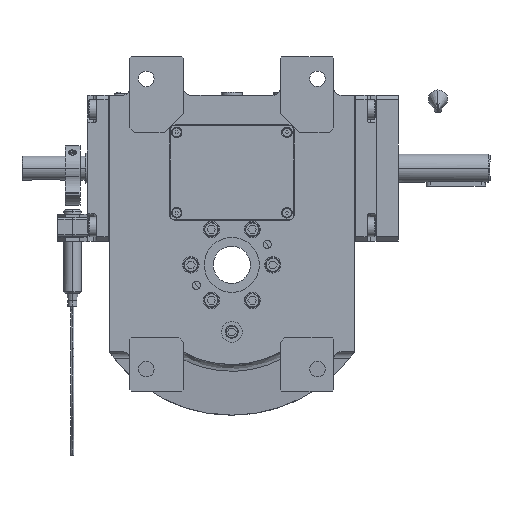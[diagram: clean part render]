
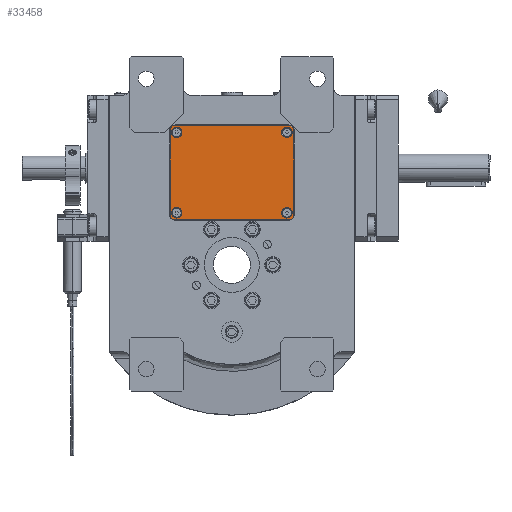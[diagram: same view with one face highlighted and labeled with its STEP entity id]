
A CAD part, front view. The second image highlights one B-rep face of the part: STEP entity #33458.
In plain terms, the highlighted face is planar.
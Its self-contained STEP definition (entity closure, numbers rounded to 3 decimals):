
#845 = EDGE_CURVE ( 'NONE', #59390, #43729, #20226, .T. ) ;
#1179 = DIRECTION ( 'NONE',  ( 0., 0., 1. ) ) ;
#1442 = CIRCLE ( 'NONE', #62310, 3.5 ) ;
#2410 = CARTESIAN_POINT ( 'NONE',  ( 41.5, 29.5, 3. ) ) ;
#2419 = VERTEX_POINT ( 'NONE', #76261 ) ;
#3515 = VERTEX_POINT ( 'NONE', #31474 ) ;
#5069 = CARTESIAN_POINT ( 'NONE',  ( -39.5, -31.5, 3. ) ) ;
#5151 = DIRECTION ( 'NONE',  ( 0., 0., 1. ) ) ;
#6362 = ORIENTED_EDGE ( 'NONE', *, *, #24476, .T. ) ;
#6508 = EDGE_LOOP ( 'NONE', ( #6362, #66417, #64494, #48021, #71490, #27497, #20002, #58513 ) ) ;
#7078 = VERTEX_POINT ( 'NONE', #40784 ) ;
#7106 = CARTESIAN_POINT ( 'NONE',  ( 37., 27., 3. ) ) ;
#7237 = VECTOR ( 'NONE', #22963, 1000. ) ;
#8780 = ORIENTED_EDGE ( 'NONE', *, *, #54036, .F. ) ;
#8902 = DIRECTION ( 'NONE',  ( 0., 0., 1. ) ) ;
#9672 = VERTEX_POINT ( 'NONE', #36479 ) ;
#9850 = LINE ( 'NONE', #28141, #53239 ) ;
#9919 = AXIS2_PLACEMENT_3D ( 'NONE', #28593, #46892, #70724 ) ;
#10309 = AXIS2_PLACEMENT_3D ( 'NONE', #32298, #69260, #21177 ) ;
#10623 = LINE ( 'NONE', #5069, #39187 ) ;
#10923 = CARTESIAN_POINT ( 'NONE',  ( -41.5, 29.5, 3. ) ) ;
#11003 = CARTESIAN_POINT ( 'NONE',  ( 37., -27., 3. ) ) ;
#12128 = CARTESIAN_POINT ( 'NONE',  ( -41.5, -29.5, 3. ) ) ;
#12344 = LINE ( 'NONE', #31798, #26562 ) ;
#12594 = EDGE_CURVE ( 'NONE', #51055, #16298, #12344, .T. ) ;
#13798 = EDGE_CURVE ( 'NONE', #22367, #42302, #77409, .T. ) ;
#14748 = CARTESIAN_POINT ( 'NONE',  ( 39.5, -31.5, 3. ) ) ;
#14998 = DIRECTION ( 'NONE',  ( 0., -1., 0. ) ) ;
#15891 = FACE_BOUND ( 'NONE', #72607, .T. ) ;
#16298 = VERTEX_POINT ( 'NONE', #44564 ) ;
#16504 = AXIS2_PLACEMENT_3D ( 'NONE', #76660, #5151, #70712 ) ;
#17157 = VERTEX_POINT ( 'NONE', #29663 ) ;
#19052 = CARTESIAN_POINT ( 'NONE',  ( 40.5, 27., 3. ) ) ;
#20002 = ORIENTED_EDGE ( 'NONE', *, *, #67913, .T. ) ;
#20226 = LINE ( 'NONE', #32919, #32241 ) ;
#20284 = EDGE_CURVE ( 'NONE', #57079, #9672, #64279, .T. ) ;
#20726 = EDGE_CURVE ( 'NONE', #3515, #59390, #68747, .T. ) ;
#21037 = DIRECTION ( 'NONE',  ( -0.707, 0.707, 0. ) ) ;
#21177 = DIRECTION ( 'NONE',  ( 1., 0., 0. ) ) ;
#22367 = VERTEX_POINT ( 'NONE', #23413 ) ;
#22463 = AXIS2_PLACEMENT_3D ( 'NONE', #40159, #39380, #51279 ) ;
#22654 = FACE_BOUND ( 'NONE', #71282, .T. ) ;
#22963 = DIRECTION ( 'NONE',  ( 0.707, -0.707, 0. ) ) ;
#23413 = CARTESIAN_POINT ( 'NONE',  ( 33.5, 27., 3. ) ) ;
#23894 = DIRECTION ( 'NONE',  ( -0.707, -0.707, 0. ) ) ;
#23921 = CARTESIAN_POINT ( 'NONE',  ( -40.5, 27., 3. ) ) ;
#24476 = EDGE_CURVE ( 'NONE', #16298, #3515, #48544, .T. ) ;
#25039 = ORIENTED_EDGE ( 'NONE', *, *, #41056, .F. ) ;
#25366 = DIRECTION ( 'NONE',  ( -1., 0., 0. ) ) ;
#25794 = ORIENTED_EDGE ( 'NONE', *, *, #53925, .F. ) ;
#25922 = EDGE_LOOP ( 'NONE', ( #62520, #8780 ) ) ;
#26371 = DIRECTION ( 'NONE',  ( -1., 0., 0. ) ) ;
#26550 = CARTESIAN_POINT ( 'NONE',  ( -41.5, -29.5, 3. ) ) ;
#26562 = VECTOR ( 'NONE', #55237, 1000. ) ;
#27497 = ORIENTED_EDGE ( 'NONE', *, *, #20284, .T. ) ;
#28141 = CARTESIAN_POINT ( 'NONE',  ( -41.5, 29.5, 3. ) ) ;
#28593 = CARTESIAN_POINT ( 'NONE',  ( -37., 27., 3. ) ) ;
#29091 = CARTESIAN_POINT ( 'NONE',  ( -39.5, 31.5, 3. ) ) ;
#29210 = CIRCLE ( 'NONE', #16504, 3.5 ) ;
#29493 = AXIS2_PLACEMENT_3D ( 'NONE', #11003, #35246, #64263 ) ;
#29663 = CARTESIAN_POINT ( 'NONE',  ( 40.5, -27., 3. ) ) ;
#30980 = CARTESIAN_POINT ( 'NONE',  ( -39.5, 31.5, 3. ) ) ;
#31474 = CARTESIAN_POINT ( 'NONE',  ( 41.5, 29.5, 3. ) ) ;
#31798 = CARTESIAN_POINT ( 'NONE',  ( 39.5, -31.5, 3. ) ) ;
#32241 = VECTOR ( 'NONE', #38894, 1000. ) ;
#32298 = CARTESIAN_POINT ( 'NONE',  ( -37., -27., 3. ) ) ;
#32742 = CIRCLE ( 'NONE', #9919, 3.5 ) ;
#32919 = CARTESIAN_POINT ( 'NONE',  ( 39.5, 31.5, 3. ) ) ;
#33458 = ADVANCED_FACE ( 'NONE', ( #52836, #22654, #40558, #15891, #46510 ), #45316, .T. ) ;
#34333 = VERTEX_POINT ( 'NONE', #23921 ) ;
#34479 = DIRECTION ( 'NONE',  ( 1., 0., 0. ) ) ;
#34598 = EDGE_LOOP ( 'NONE', ( #49714, #66105 ) ) ;
#35240 = DIRECTION ( 'NONE',  ( 1., 0., 0. ) ) ;
#35246 = DIRECTION ( 'NONE',  ( 0., 0., 1. ) ) ;
#36479 = CARTESIAN_POINT ( 'NONE',  ( -39.5, -31.5, 3. ) ) ;
#36514 = VECTOR ( 'NONE', #21037, 1000. ) ;
#38160 = CARTESIAN_POINT ( 'NONE',  ( 41.5, -29.5, 3. ) ) ;
#38312 = CARTESIAN_POINT ( 'NONE',  ( 37., -27., 3. ) ) ;
#38712 = VECTOR ( 'NONE', #23894, 1000. ) ;
#38894 = DIRECTION ( 'NONE',  ( -1., 0., 0. ) ) ;
#39187 = VECTOR ( 'NONE', #35240, 1000. ) ;
#39380 = DIRECTION ( 'NONE',  ( 0., 0., 1. ) ) ;
#40159 = CARTESIAN_POINT ( 'NONE',  ( 0., 0., 3. ) ) ;
#40558 = FACE_BOUND ( 'NONE', #25922, .T. ) ;
#40784 = CARTESIAN_POINT ( 'NONE',  ( -33.5, -27., 3. ) ) ;
#40802 = AXIS2_PLACEMENT_3D ( 'NONE', #38312, #74854, #26371 ) ;
#40907 = CIRCLE ( 'NONE', #29493, 3.5 ) ;
#41056 = EDGE_CURVE ( 'NONE', #17157, #63362, #40907, .T. ) ;
#42302 = VERTEX_POINT ( 'NONE', #19052 ) ;
#43729 = VERTEX_POINT ( 'NONE', #30980 ) ;
#44563 = CIRCLE ( 'NONE', #10309, 3.5 ) ;
#44564 = CARTESIAN_POINT ( 'NONE',  ( 41.5, -29.5, 3. ) ) ;
#45316 = PLANE ( 'NONE',  #22463 ) ;
#45449 = CARTESIAN_POINT ( 'NONE',  ( -37., 27., 3. ) ) ;
#46510 = FACE_BOUND ( 'NONE', #34598, .T. ) ;
#46892 = DIRECTION ( 'NONE',  ( 0., 0., 1. ) ) ;
#48021 = ORIENTED_EDGE ( 'NONE', *, *, #60159, .T. ) ;
#48256 = AXIS2_PLACEMENT_3D ( 'NONE', #7106, #1179, #25366 ) ;
#48544 = LINE ( 'NONE', #38160, #72983 ) ;
#49714 = ORIENTED_EDGE ( 'NONE', *, *, #70261, .F. ) ;
#51055 = VERTEX_POINT ( 'NONE', #14748 ) ;
#51279 = DIRECTION ( 'NONE',  ( 1., 0., 0. ) ) ;
#51808 = DIRECTION ( 'NONE',  ( -1., 0., 0. ) ) ;
#52041 = ORIENTED_EDGE ( 'NONE', *, *, #75407, .F. ) ;
#52181 = CIRCLE ( 'NONE', #40802, 3.5 ) ;
#52498 = EDGE_CURVE ( 'NONE', #60400, #7078, #29210, .T. ) ;
#52739 = CARTESIAN_POINT ( 'NONE',  ( 37., 27., 3. ) ) ;
#52836 = FACE_OUTER_BOUND ( 'NONE', #6508, .T. ) ;
#53239 = VECTOR ( 'NONE', #14998, 1000. ) ;
#53925 = EDGE_CURVE ( 'NONE', #63362, #17157, #52181, .T. ) ;
#54036 = EDGE_CURVE ( 'NONE', #34333, #2419, #76344, .T. ) ;
#55237 = DIRECTION ( 'NONE',  ( 0.707, 0.707, 0. ) ) ;
#55847 = CARTESIAN_POINT ( 'NONE',  ( 39.5, 31.5, 3. ) ) ;
#57079 = VERTEX_POINT ( 'NONE', #12128 ) ;
#58033 = ORIENTED_EDGE ( 'NONE', *, *, #13798, .F. ) ;
#58513 = ORIENTED_EDGE ( 'NONE', *, *, #12594, .T. ) ;
#59390 = VERTEX_POINT ( 'NONE', #55847 ) ;
#60159 = EDGE_CURVE ( 'NONE', #43729, #77218, #72773, .T. ) ;
#60400 = VERTEX_POINT ( 'NONE', #73956 ) ;
#62310 = AXIS2_PLACEMENT_3D ( 'NONE', #52739, #77383, #34479 ) ;
#62520 = ORIENTED_EDGE ( 'NONE', *, *, #67495, .F. ) ;
#63362 = VERTEX_POINT ( 'NONE', #74333 ) ;
#64263 = DIRECTION ( 'NONE',  ( 1., 0., 0. ) ) ;
#64279 = LINE ( 'NONE', #26550, #7237 ) ;
#64494 = ORIENTED_EDGE ( 'NONE', *, *, #845, .T. ) ;
#66105 = ORIENTED_EDGE ( 'NONE', *, *, #52498, .F. ) ;
#66417 = ORIENTED_EDGE ( 'NONE', *, *, #20726, .T. ) ;
#67495 = EDGE_CURVE ( 'NONE', #2419, #34333, #32742, .T. ) ;
#67913 = EDGE_CURVE ( 'NONE', #9672, #51055, #10623, .T. ) ;
#67961 = DIRECTION ( 'NONE',  ( 0., 1., 0. ) ) ;
#68747 = LINE ( 'NONE', #2410, #36514 ) ;
#69242 = EDGE_CURVE ( 'NONE', #77218, #57079, #9850, .T. ) ;
#69260 = DIRECTION ( 'NONE',  ( 0., 0., 1. ) ) ;
#69992 = AXIS2_PLACEMENT_3D ( 'NONE', #45449, #8902, #51808 ) ;
#70261 = EDGE_CURVE ( 'NONE', #7078, #60400, #44563, .T. ) ;
#70712 = DIRECTION ( 'NONE',  ( -1., 0., 0. ) ) ;
#70724 = DIRECTION ( 'NONE',  ( 1., 0., 0. ) ) ;
#71282 = EDGE_LOOP ( 'NONE', ( #52041, #58033 ) ) ;
#71490 = ORIENTED_EDGE ( 'NONE', *, *, #69242, .T. ) ;
#72607 = EDGE_LOOP ( 'NONE', ( #25039, #25794 ) ) ;
#72773 = LINE ( 'NONE', #29091, #38712 ) ;
#72983 = VECTOR ( 'NONE', #67961, 1000. ) ;
#73956 = CARTESIAN_POINT ( 'NONE',  ( -40.5, -27., 3. ) ) ;
#74333 = CARTESIAN_POINT ( 'NONE',  ( 33.5, -27., 3. ) ) ;
#74854 = DIRECTION ( 'NONE',  ( 0., 0., 1. ) ) ;
#75407 = EDGE_CURVE ( 'NONE', #42302, #22367, #1442, .T. ) ;
#76261 = CARTESIAN_POINT ( 'NONE',  ( -33.5, 27., 3. ) ) ;
#76344 = CIRCLE ( 'NONE', #69992, 3.5 ) ;
#76660 = CARTESIAN_POINT ( 'NONE',  ( -37., -27., 3. ) ) ;
#77218 = VERTEX_POINT ( 'NONE', #10923 ) ;
#77383 = DIRECTION ( 'NONE',  ( 0., 0., 1. ) ) ;
#77409 = CIRCLE ( 'NONE', #48256, 3.5 ) ;
